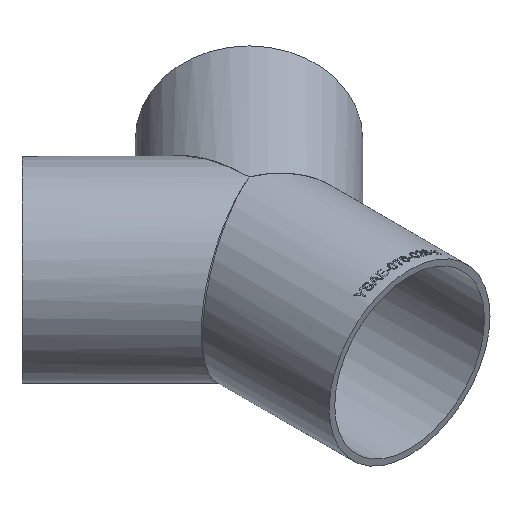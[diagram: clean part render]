
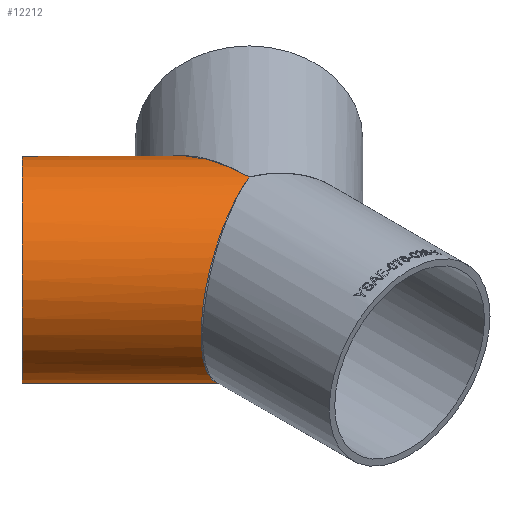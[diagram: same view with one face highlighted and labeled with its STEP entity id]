
A CAD part, isometric view. The second image highlights one B-rep face of the part: STEP entity #12212.
In plain terms, the highlighted cylindrical face has radius 38.05 mm (diameter 76.1 mm), a full revolution.
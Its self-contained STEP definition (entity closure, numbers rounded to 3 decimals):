
#52 = CARTESIAN_POINT ( 'NONE',  ( -53.74, 53.74, 0. ) ) ;
#194 = AXIS2_PLACEMENT_3D ( 'NONE', #15265, #17095, #1364 ) ;
#522 = EDGE_CURVE ( 'NONE', #16803, #16803, #17050, .T. ) ;
#1364 = DIRECTION ( 'NONE',  ( -0.707, -0.707, 0. ) ) ;
#3502 = CARTESIAN_POINT ( 'NONE',  ( 0., 0., -38.05 ) ) ;
#3851 = ORIENTED_EDGE ( 'NONE', *, *, #522, .F. ) ;
#5313 = DIRECTION ( 'NONE',  ( -0.707, 0.707, 0. ) ) ;
#5521 = CARTESIAN_POINT ( 'NONE',  ( 0., 0., -38.05 ) ) ;
#5752 = CARTESIAN_POINT ( 'NONE',  ( -76.545, -31.076, -38.05 ) ) ;
#7153 = AXIS2_PLACEMENT_3D ( 'NONE', #52, #5313, #14054 ) ;
#8041 = VERTEX_POINT ( 'NONE', #8850 ) ;
#8508 = CARTESIAN_POINT ( 'NONE',  ( 0., 0., -38.05 ) ) ;
#8578 = CARTESIAN_POINT ( 'NONE',  ( -1.075, 108.696, -38.05 ) ) ;
#8850 = CARTESIAN_POINT ( 'NONE',  ( 0., 0., 38.05 ) ) ;
#10119 = FACE_OUTER_BOUND ( 'NONE', #14922, .T. ) ;
#10745 = VERTEX_POINT ( 'NONE', #8508 ) ;
#11834 = CYLINDRICAL_SURFACE ( 'NONE', #194, 38.05 ) ;
#12034 = EDGE_CURVE ( 'NONE', #8041, #10745, #16754, .T. ) ;
#12212 = ADVANCED_FACE ( 'NONE', ( #15494, #10119 ), #11834, .T. ) ;
#12556 = CARTESIAN_POINT ( 'NONE',  ( 0., 0., 38.05 ) ) ;
#13607 = EDGE_CURVE ( 'NONE', #10745, #8041, #17504, .T. ) ;
#13706 = CARTESIAN_POINT ( 'NONE',  ( -80.646, 26.835, 0. ) ) ;
#14054 = DIRECTION ( 'NONE',  ( -0.707, -0.707, 0. ) ) ;
#14269 = CARTESIAN_POINT ( 'NONE',  ( -76.545, -31.076, 38.05 ) ) ;
#14922 = EDGE_LOOP ( 'NONE', ( #3851 ) ) ;
#15129 = ORIENTED_EDGE ( 'NONE', *, *, #12034, .T. ) ;
#15265 = CARTESIAN_POINT ( 'NONE',  ( 29.667, -29.667, 0. ) ) ;
#15368 = ORIENTED_EDGE ( 'NONE', *, *, #13607, .T. ) ;
#15494 = FACE_OUTER_BOUND ( 'NONE', #22232, .T. ) ;
#15572 = CARTESIAN_POINT ( 'NONE',  ( -1.075, 108.696, 38.05 ) ) ;
#16754 =( BOUNDED_CURVE ( )  B_SPLINE_CURVE ( 3, ( #19349, #15572, #8578, #3502 ),
 .UNSPECIFIED., .F., .F. ) 
 B_SPLINE_CURVE_WITH_KNOTS ( ( 4, 4 ),
 ( 1.571, 4.712 ),
 .UNSPECIFIED. ) 
 CURVE ( )  GEOMETRIC_REPRESENTATION_ITEM ( )  RATIONAL_B_SPLINE_CURVE ( ( 1., 0.333, 0.333, 1. ) ) 
 REPRESENTATION_ITEM ( '' )  );
#16803 = VERTEX_POINT ( 'NONE', #13706 ) ;
#17050 = CIRCLE ( 'NONE', #7153, 38.05 ) ;
#17095 = DIRECTION ( 'NONE',  ( -0.707, 0.707, 0. ) ) ;
#17504 =( BOUNDED_CURVE ( )  B_SPLINE_CURVE ( 3, ( #5521, #5752, #14269, #12556 ),
 .UNSPECIFIED., .F., .F. ) 
 B_SPLINE_CURVE_WITH_KNOTS ( ( 4, 4 ),
 ( 4.712, 7.854 ),
 .UNSPECIFIED. ) 
 CURVE ( )  GEOMETRIC_REPRESENTATION_ITEM ( )  RATIONAL_B_SPLINE_CURVE ( ( 1., 0.333, 0.333, 1. ) ) 
 REPRESENTATION_ITEM ( '' )  );
#19349 = CARTESIAN_POINT ( 'NONE',  ( 0., 0., 38.05 ) ) ;
#22232 = EDGE_LOOP ( 'NONE', ( #15129, #15368 ) ) ;
